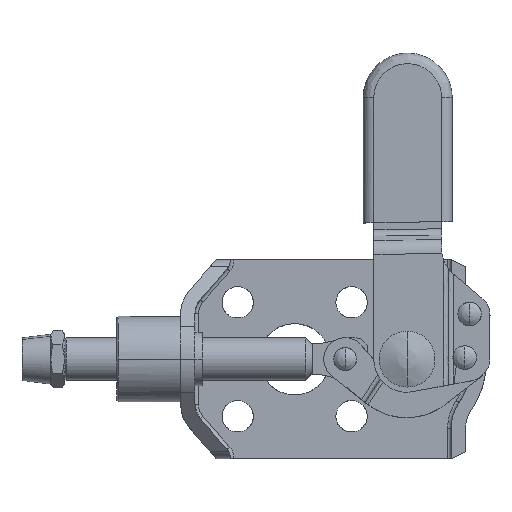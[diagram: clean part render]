
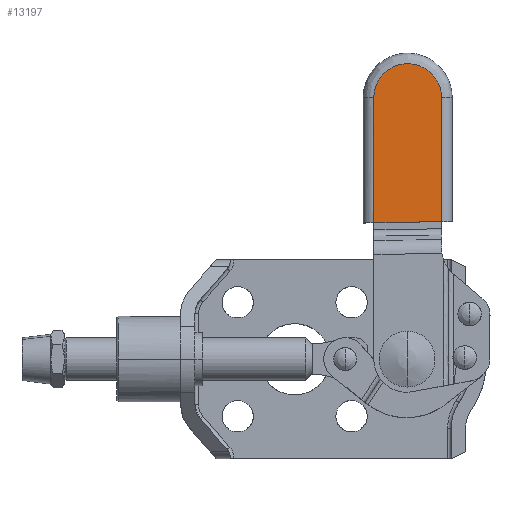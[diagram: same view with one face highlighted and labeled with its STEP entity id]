
A CAD part, top view. The second image highlights one B-rep face of the part: STEP entity #13197.
In plain terms, the highlighted free-form (B-spline) face has degree [1, 1] with [2, 2] control points.
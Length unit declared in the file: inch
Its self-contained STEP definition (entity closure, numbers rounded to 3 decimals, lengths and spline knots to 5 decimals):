
#5663=EDGE_CURVE('',#9336,#15879,#16667,.T.);
#5886=VERTEX_POINT('',#16896);
#6036=VERTEX_POINT('',#17050);
#6658=VERTEX_POINT('',#17700);
#7059=EDGE_CURVE('',#8085,#7439,#18115,.T.);
#7439=VERTEX_POINT('',#18501);
#7703=VERTEX_POINT('',#18771);
#8085=VERTEX_POINT('',#19173);
#8201=EDGE_CURVE('',#12618,#14477,#19291,.T.);
#8328=EDGE_CURVE('',#14500,#14523,#19421,.T.);
#8395=VERTEX_POINT('',#19490);
#9219=EDGE_CURVE('',#14477,#14500,#20350,.T.);
#9336=VERTEX_POINT('',#20473);
#9419=EDGE_CURVE('',#7703,#12430,#20559,.T.);
#9505=VERTEX_POINT('',#20651);
#9766=EDGE_CURVE('',#12430,#6658,#20925,.T.);
#10971=EDGE_CURVE('',#14523,#8085,#22173,.T.);
#11135=VERTEX_POINT('',#22339);
#12430=VERTEX_POINT('',#23672);
#12618=VERTEX_POINT('',#23862);
#12798=EDGE_CURVE('',#5886,#7703,#24044,.T.);
#12848=EDGE_CURVE('',#15879,#12618,#24094,.T.);
#13120=EDGE_CURVE('',#11135,#5886,#24377,.T.);
#13197=ADVANCED_FACE('',(#24454),#24455,.F.);
#14010=EDGE_CURVE('',#9505,#9336,#25295,.T.);
#14219=EDGE_CURVE('',#6036,#9505,#25508,.T.);
#14421=EDGE_CURVE('',#8395,#11135,#25718,.T.);
#14477=VERTEX_POINT('',#25774);
#14485=EDGE_CURVE('',#7439,#8395,#25782,.T.);
#14500=VERTEX_POINT('',#25798);
#14523=VERTEX_POINT('',#25822);
#15106=EDGE_CURVE('',#6658,#6036,#26426,.T.);
#15879=VERTEX_POINT('',#27226);
#16667=B_SPLINE_CURVE_WITH_KNOTS('',3,(#28215,#28216,#28217,#28218),.UNSPECIFIED.,.F.,.F.,(4,4),(0.3927,0.58906),.UNSPECIFIED.);
#16896=CARTESIAN_POINT('',(-0.25397,1.48331,0.51181));
#17050=CARTESIAN_POINT('',(-0.62439,1.44683,0.51181));
#17700=CARTESIAN_POINT('',(-0.62439,0.75408,0.51181));
#18115=B_SPLINE_CURVE_WITH_KNOTS('',3,(#30665,#30666,#30667,#30668),.UNSPECIFIED.,.F.,.F.,(4,4),(2.15988,2.35623),.UNSPECIFIED.);
#18501=CARTESIAN_POINT('',(-0.30514,1.57906,0.51181));
#18771=CARTESIAN_POINT('',(-0.25038,1.44682,0.51181));
#19173=CARTESIAN_POINT('',(-0.33348,1.60232,0.51181));
#19291=B_SPLINE_CURVE_WITH_KNOTS('',3,(#33479,#33480,#33481,#33482,#33483,#33484,#33485),.UNSPECIFIED.,.F.,.F.,(4,2,1,4),(0.78541,0.98176,1.02103,1.17811),.UNSPECIFIED.);
#19421=B_SPLINE_CURVE_WITH_KNOTS('',3,(#33657,#33658,#33659,#33660),.UNSPECIFIED.,.F.,.F.,(4,4),(1.76717,1.96352),.UNSPECIFIED.);
#19490=CARTESIAN_POINT('',(-0.28189,1.55072,0.51181));
#20350=B_SPLINE_CURVE_WITH_KNOTS('',3,(#35804,#35805,#35806,#35807,#35808,#35809,#35810,#35811,#35812),.UNSPECIFIED.,.F.,.F.,(4,2,1,2,4),(1.17811,1.37447,1.41374,1.57082,1.76717),.UNSPECIFIED.);
#20473=CARTESIAN_POINT('',(-0.61016,1.5184,0.51181));
#20559=LINE('',#36133,#36134);
#20651=CARTESIAN_POINT('',(-0.6208,1.48332,0.51181));
#20925=LINE('',#36724,#36725);
#22173=B_SPLINE_CURVE_WITH_KNOTS('',3,(#38845,#38846,#38847,#38848),.UNSPECIFIED.,.F.,.F.,(4,4),(1.96352,2.15988),.UNSPECIFIED.);
#22339=CARTESIAN_POINT('',(-0.26461,1.51839,0.51181));
#23672=CARTESIAN_POINT('',(-0.25041,0.76061,0.51181));
#23862=CARTESIAN_POINT('',(-0.56962,1.57907,0.51181));
#24044=B_SPLINE_CURVE_WITH_KNOTS('',3,(#41890,#41891,#41892,#41893),.UNSPECIFIED.,.F.,.F.,(4,4),(2.94529,3.14164),.UNSPECIFIED.);
#24094=B_SPLINE_CURVE_WITH_KNOTS('',3,(#41969,#41970,#41971,#41972),.UNSPECIFIED.,.F.,.F.,(4,4),(0.58906,0.78541),.UNSPECIFIED.);
#24377=B_SPLINE_CURVE_WITH_KNOTS('',3,(#42424,#42425,#42426,#42427),.UNSPECIFIED.,.F.,.F.,(4,4),(2.74893,2.94529),.UNSPECIFIED.);
#24454=FACE_OUTER_BOUND('',#42570,.T.);
#24455=B_SPLINE_SURFACE_WITH_KNOTS('',1,1,((#42571,#42572),(#42573,#42574)),.UNSPECIFIED.,.F.,.F.,.F.,(2,2),(2,2),(0.0,1.0),(0.0,1.0),.UNSPECIFIED.);
#25295=B_SPLINE_CURVE_WITH_KNOTS('',3,(#44104,#44105,#44106,#44107),.UNSPECIFIED.,.F.,.F.,(4,4),(0.19635,0.3927),.UNSPECIFIED.);
#25508=B_SPLINE_CURVE_WITH_KNOTS('',3,(#44482,#44483,#44484,#44485),.UNSPECIFIED.,.F.,.F.,(4,4),(0.0,0.19635),.UNSPECIFIED.);
#25718=B_SPLINE_CURVE_WITH_KNOTS('',3,(#44805,#44806,#44807,#44808),.UNSPECIFIED.,.F.,.F.,(4,4),(2.55258,2.74893),.UNSPECIFIED.);
#25774=CARTESIAN_POINT('',(-0.50895,1.61961,0.51181));
#25782=B_SPLINE_CURVE_WITH_KNOTS('',3,(#44892,#44893,#44894,#44895),.UNSPECIFIED.,.F.,.F.,(4,4),(2.35623,2.55258),.UNSPECIFIED.);
#25798=CARTESIAN_POINT('',(-0.4009,1.63025,0.51181));
#25822=CARTESIAN_POINT('',(-0.36581,1.6196,0.51181));
#26426=LINE('',#45917,#45918);
#27226=CARTESIAN_POINT('',(-0.59287,1.55073,0.51181));
#28215=CARTESIAN_POINT('',(-0.61016,1.5184,0.51181));
#28216=CARTESIAN_POINT('',(-0.60546,1.52974,0.51181));
#28217=CARTESIAN_POINT('',(-0.5997,1.54052,0.51181));
#28218=CARTESIAN_POINT('',(-0.59287,1.55073,0.51181));
#30665=CARTESIAN_POINT('',(-0.33348,1.60232,0.51181));
#30666=CARTESIAN_POINT('',(-0.32327,1.5955,0.51181));
#30667=CARTESIAN_POINT('',(-0.31383,1.58775,0.51181));
#30668=CARTESIAN_POINT('',(-0.30514,1.57906,0.51181));
#33479=CARTESIAN_POINT('',(-0.56962,1.57907,0.51181));
#33480=CARTESIAN_POINT('',(-0.56093,1.58775,0.51181));
#33481=CARTESIAN_POINT('',(-0.55149,1.5955,0.51181));
#33482=CARTESIAN_POINT('',(-0.53924,1.60369,0.51181));
#33483=CARTESIAN_POINT('',(-0.52891,1.6103,0.51181));
#33484=CARTESIAN_POINT('',(-0.51802,1.61585,0.51181));
#33485=CARTESIAN_POINT('',(-0.50895,1.61961,0.51181));
#33657=CARTESIAN_POINT('',(-0.4009,1.63025,0.51181));
#33658=CARTESIAN_POINT('',(-0.38885,1.62785,0.51181));
#33659=CARTESIAN_POINT('',(-0.37716,1.6243,0.51181));
#33660=CARTESIAN_POINT('',(-0.36581,1.6196,0.51181));
#35804=CARTESIAN_POINT('',(-0.50895,1.61961,0.51181));
#35805=CARTESIAN_POINT('',(-0.4976,1.6243,0.51181));
#35806=CARTESIAN_POINT('',(-0.48591,1.62785,0.51181));
#35807=CARTESIAN_POINT('',(-0.47146,1.63073,0.51181));
#35808=CARTESIAN_POINT('',(-0.45939,1.63288,0.51181));
#35809=CARTESIAN_POINT('',(-0.4472,1.63384,0.51181));
#35810=CARTESIAN_POINT('',(-0.4251,1.63384,0.51181));
#35811=CARTESIAN_POINT('',(-0.41294,1.63264,0.51181));
#35812=CARTESIAN_POINT('',(-0.4009,1.63025,0.51181));
#36133=CARTESIAN_POINT('',(-0.25038,1.44682,0.51181));
#36134=VECTOR('',#52620,0.68621);
#36724=CARTESIAN_POINT('',(-0.25041,0.76061,0.51181));
#36725=VECTOR('',#53108,0.37404);
#38845=CARTESIAN_POINT('',(-0.36581,1.6196,0.51181));
#38846=CARTESIAN_POINT('',(-0.35447,1.6149,0.51181));
#38847=CARTESIAN_POINT('',(-0.34369,1.60914,0.51181));
#38848=CARTESIAN_POINT('',(-0.33348,1.60232,0.51181));
#41890=CARTESIAN_POINT('',(-0.25397,1.48331,0.51181));
#41891=CARTESIAN_POINT('',(-0.25157,1.47126,0.51181));
#41892=CARTESIAN_POINT('',(-0.25038,1.4591,0.51181));
#41893=CARTESIAN_POINT('',(-0.25038,1.44682,0.51181));
#41969=CARTESIAN_POINT('',(-0.59287,1.55073,0.51181));
#41970=CARTESIAN_POINT('',(-0.58605,1.56094,0.51181));
#41971=CARTESIAN_POINT('',(-0.5783,1.57039,0.51181));
#41972=CARTESIAN_POINT('',(-0.56962,1.57907,0.51181));
#42424=CARTESIAN_POINT('',(-0.26461,1.51839,0.51181));
#42425=CARTESIAN_POINT('',(-0.25991,1.50705,0.51181));
#42426=CARTESIAN_POINT('',(-0.25636,1.49535,0.51181));
#42427=CARTESIAN_POINT('',(-0.25397,1.48331,0.51181));
#42570=EDGE_LOOP('',(#56393,#56394,#56395,#56396,#56397,#56398,#56399,#56400,#56401,#56402,#56403,#56404,#56405,#56406,#56407,#56408));
#42571=CARTESIAN_POINT('',(-0.23606,0.76086,0.51181));
#42572=CARTESIAN_POINT('',(-0.25144,1.64237,0.51181));
#42573=CARTESIAN_POINT('',(-0.62671,0.75404,0.51181));
#42574=CARTESIAN_POINT('',(-0.64209,1.63555,0.51181));
#44104=CARTESIAN_POINT('',(-0.6208,1.48332,0.51181));
#44105=CARTESIAN_POINT('',(-0.6184,1.49536,0.51181));
#44106=CARTESIAN_POINT('',(-0.61486,1.50705,0.51181));
#44107=CARTESIAN_POINT('',(-0.61016,1.5184,0.51181));
#44482=CARTESIAN_POINT('',(-0.62439,1.44683,0.51181));
#44483=CARTESIAN_POINT('',(-0.62439,1.45911,0.51181));
#44484=CARTESIAN_POINT('',(-0.62319,1.47127,0.51181));
#44485=CARTESIAN_POINT('',(-0.6208,1.48332,0.51181));
#44805=CARTESIAN_POINT('',(-0.28189,1.55072,0.51181));
#44806=CARTESIAN_POINT('',(-0.27507,1.54051,0.51181));
#44807=CARTESIAN_POINT('',(-0.26931,1.52973,0.51181));
#44808=CARTESIAN_POINT('',(-0.26461,1.51839,0.51181));
#44892=CARTESIAN_POINT('',(-0.30514,1.57906,0.51181));
#44893=CARTESIAN_POINT('',(-0.29646,1.57038,0.51181));
#44894=CARTESIAN_POINT('',(-0.28871,1.56093,0.51181));
#44895=CARTESIAN_POINT('',(-0.28189,1.55072,0.51181));
#45917=CARTESIAN_POINT('',(-0.62439,0.75408,0.51181));
#45918=VECTOR('',#58266,0.69275);
#52620=DIRECTION('',(0.,-1.,-0.0));
#53108=DIRECTION('',(-1.,-0.017,0.0));
#56393=ORIENTED_EDGE('',*,*,#9419,.F.);
#56394=ORIENTED_EDGE('',*,*,#12798,.F.);
#56395=ORIENTED_EDGE('',*,*,#13120,.F.);
#56396=ORIENTED_EDGE('',*,*,#14421,.F.);
#56397=ORIENTED_EDGE('',*,*,#14485,.F.);
#56398=ORIENTED_EDGE('',*,*,#7059,.F.);
#56399=ORIENTED_EDGE('',*,*,#10971,.F.);
#56400=ORIENTED_EDGE('',*,*,#8328,.F.);
#56401=ORIENTED_EDGE('',*,*,#9219,.F.);
#56402=ORIENTED_EDGE('',*,*,#8201,.F.);
#56403=ORIENTED_EDGE('',*,*,#12848,.F.);
#56404=ORIENTED_EDGE('',*,*,#5663,.F.);
#56405=ORIENTED_EDGE('',*,*,#14010,.F.);
#56406=ORIENTED_EDGE('',*,*,#14219,.F.);
#56407=ORIENTED_EDGE('',*,*,#15106,.F.);
#56408=ORIENTED_EDGE('',*,*,#9766,.F.);
#58266=DIRECTION('',(0.,1.0,0.0));
